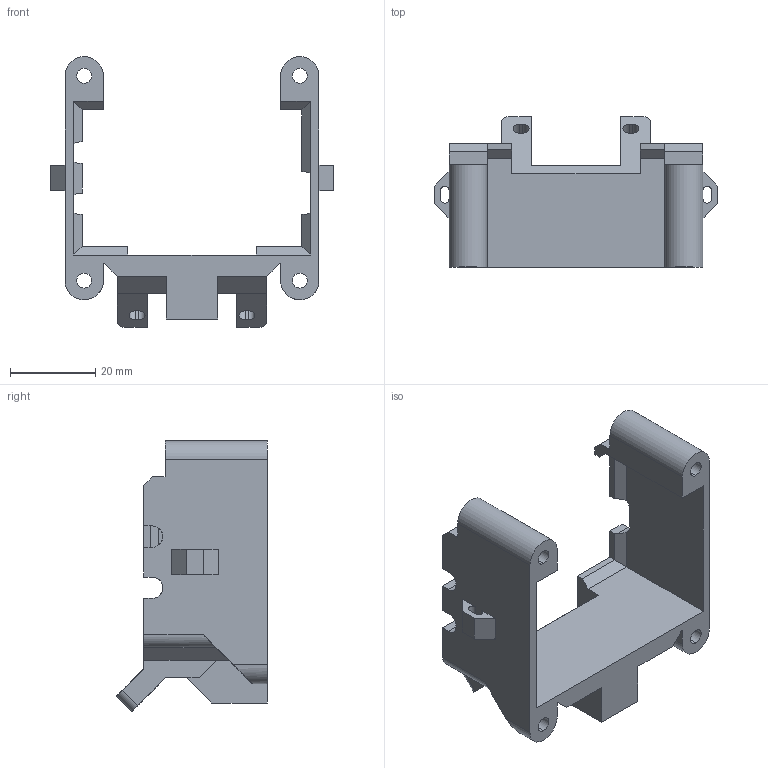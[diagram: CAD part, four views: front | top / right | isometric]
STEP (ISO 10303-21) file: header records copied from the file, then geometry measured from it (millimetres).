
FILE_DESCRIPTION (( 'STEP AP203' ), '1' );
FILE_NAME ('psu-spacer.step', '2015-08-07T06:32:21', ( 'Cesar' ), ( '' ), 'SwSTEP 2.0', 'SolidWorks 2013', '' );
FILE_SCHEMA (( 'CONFIG_CONTROL_DESIGN' ));
Length unit declared in the file: millimetre
Products named in the file (1): psu-spacer
Bounding box: 66.5 x 35.36 x 63.47 mm (x, y, z)
Volume: 18933.6 mm3; surface area: 13008 mm2
Topology: 1 solids, 1 shells, 128 faces, 362 edges, 238 vertices
Faces by surface type: plane 94, cylinder 34
Entity records: 4213 total; most frequent: CARTESIAN_POINT 777, ORIENTED_EDGE 724, DIRECTION 662, EDGE_CURVE 362, LINE 288, VECTOR 288, VERTEX_POINT 238, AXIS2_PLACEMENT_3D 187
